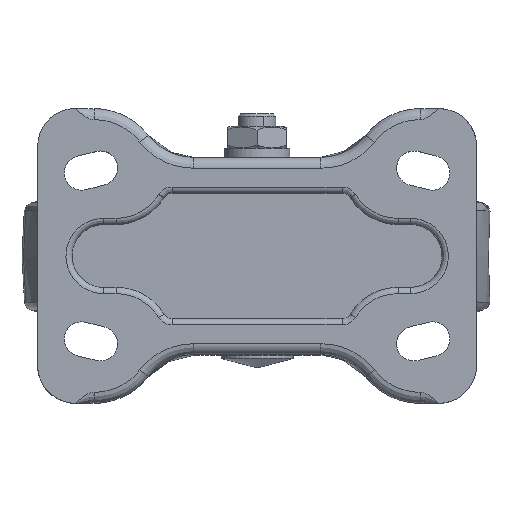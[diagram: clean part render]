
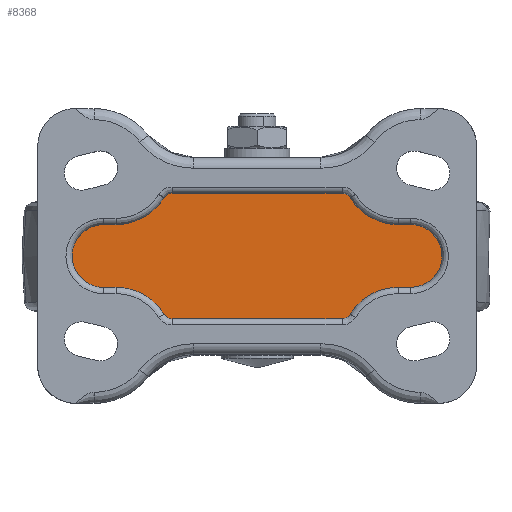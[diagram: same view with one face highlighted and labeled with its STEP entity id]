
A CAD part, top view. The second image highlights one B-rep face of the part: STEP entity #8368.
In plain terms, the highlighted free-form (B-spline) face has degree [1, 1] with [2, 2] control points.
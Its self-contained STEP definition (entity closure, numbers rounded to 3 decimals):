
#6451=CARTESIAN_POINT('',(-45.0,-10.0,113.0));
#6452=VERTEX_POINT('',#6451);
#6466=CARTESIAN_POINT('',(-49.0,-10.0,113.0));
#6467=VERTEX_POINT('',#6466);
#6468=CARTESIAN_POINT('',(-45.0,-10.0,113.0));
#6469=CARTESIAN_POINT('',(-49.0,-10.0,113.0));
#6470=QUASI_UNIFORM_CURVE('',1,(#6468,#6469),.UNSPECIFIED.,.F.,.U.);
#6471=EDGE_CURVE('',#6452,#6467,#6470,.T.);
#6519=CARTESIAN_POINT('',(-49.,10.,113.0));
#6520=VERTEX_POINT('',#6519);
#6554=CARTESIAN_POINT('',(-49.,10.,113.0));
#6555=CARTESIAN_POINT('',(-54.774,10.,113.0));
#6556=CARTESIAN_POINT('',(-57.66,5.,113.0));
#6557=CARTESIAN_POINT('',(-60.547,0.,113.0));
#6558=CARTESIAN_POINT('',(-57.66,-5.,113.0));
#6559=CARTESIAN_POINT('',(-54.774,-10.0,113.0));
#6560=CARTESIAN_POINT('',(-49.0,-10.0,113.0));
#6568=(BOUNDED_CURVE()B_SPLINE_CURVE(2,(#6554,#6555,#6556,#6557,#6558,#6559,#6560),.UNSPECIFIED.,.F.,.U.)B_SPLINE_CURVE_WITH_KNOTS((3,2,2,3),(0.0,0.333,0.667,1.0),.UNSPECIFIED.)CURVE()GEOMETRIC_REPRESENTATION_ITEM()RATIONAL_B_SPLINE_CURVE((1.0,0.866,1.0,0.866,1.0,0.866,1.0))REPRESENTATION_ITEM(''));
#6569=EDGE_CURVE('',#6520,#6467,#6568,.T.);
#6593=CARTESIAN_POINT('',(-29.667,-18.571,113.0));
#6594=VERTEX_POINT('',#6593);
#6608=CARTESIAN_POINT('',(-29.667,-18.571,113.0));
#6609=CARTESIAN_POINT('',(-34.938,-10.,113.0));
#6610=CARTESIAN_POINT('',(-45.0,-10.0,113.0));
#6618=(BOUNDED_CURVE()B_SPLINE_CURVE(2,(#6608,#6609,#6610),.UNSPECIFIED.,.F.,.U.)CURVE()GEOMETRIC_REPRESENTATION_ITEM()QUASI_UNIFORM_CURVE()RATIONAL_B_SPLINE_CURVE((1.0,0.873,1.0))REPRESENTATION_ITEM(''));
#6619=EDGE_CURVE('',#6594,#6452,#6618,.T.);
#6652=CARTESIAN_POINT('',(-45.0,10.0,113.0));
#6653=VERTEX_POINT('',#6652);
#6675=CARTESIAN_POINT('',(-49.,10.,113.0));
#6676=CARTESIAN_POINT('',(-45.0,10.0,113.0));
#6677=QUASI_UNIFORM_CURVE('',1,(#6675,#6676),.UNSPECIFIED.,.F.,.U.);
#6678=EDGE_CURVE('',#6520,#6653,#6677,.T.);
#6702=CARTESIAN_POINT('',(-27.111,-20.0,113.0));
#6703=VERTEX_POINT('',#6702);
#6717=CARTESIAN_POINT('',(-29.667,-18.571,113.0));
#6718=CARTESIAN_POINT('',(-28.789,-20.,113.0));
#6719=CARTESIAN_POINT('',(-27.111,-20.0,113.0));
#6727=(BOUNDED_CURVE()B_SPLINE_CURVE(2,(#6717,#6718,#6719),.UNSPECIFIED.,.F.,.U.)CURVE()GEOMETRIC_REPRESENTATION_ITEM()QUASI_UNIFORM_CURVE()RATIONAL_B_SPLINE_CURVE((1.0,0.873,1.0))REPRESENTATION_ITEM(''));
#6728=EDGE_CURVE('',#6594,#6703,#6727,.T.);
#6764=CARTESIAN_POINT('',(-29.667,18.571,113.0));
#6765=VERTEX_POINT('',#6764);
#6795=CARTESIAN_POINT('',(-45.0,10.0,113.0));
#6796=CARTESIAN_POINT('',(-34.938,10.,113.0));
#6797=CARTESIAN_POINT('',(-29.667,18.571,113.0));
#6805=(BOUNDED_CURVE()B_SPLINE_CURVE(2,(#6795,#6796,#6797),.UNSPECIFIED.,.F.,.U.)CURVE()GEOMETRIC_REPRESENTATION_ITEM()QUASI_UNIFORM_CURVE()RATIONAL_B_SPLINE_CURVE((1.0,0.873,1.0))REPRESENTATION_ITEM(''));
#6806=EDGE_CURVE('',#6653,#6765,#6805,.T.);
#6827=CARTESIAN_POINT('',(27.111,-20.0,113.0));
#6828=VERTEX_POINT('',#6827);
#6842=CARTESIAN_POINT('',(27.111,-20.0,113.0));
#6843=CARTESIAN_POINT('',(-27.111,-20.0,113.0));
#6844=QUASI_UNIFORM_CURVE('',1,(#6842,#6843),.UNSPECIFIED.,.F.,.U.);
#6845=EDGE_CURVE('',#6828,#6703,#6844,.T.);
#6873=CARTESIAN_POINT('',(-27.111,20.0,113.0));
#6874=VERTEX_POINT('',#6873);
#6904=CARTESIAN_POINT('',(-27.111,20.,113.0));
#6905=CARTESIAN_POINT('',(-28.789,20.,113.0));
#6906=CARTESIAN_POINT('',(-29.667,18.571,113.0));
#6914=(BOUNDED_CURVE()B_SPLINE_CURVE(2,(#6904,#6905,#6906),.UNSPECIFIED.,.F.,.U.)CURVE()GEOMETRIC_REPRESENTATION_ITEM()QUASI_UNIFORM_CURVE()RATIONAL_B_SPLINE_CURVE((1.0,0.873,1.0))REPRESENTATION_ITEM(''));
#6915=EDGE_CURVE('',#6874,#6765,#6914,.T.);
#6939=CARTESIAN_POINT('',(29.667,-18.571,113.0));
#6940=VERTEX_POINT('',#6939);
#6954=CARTESIAN_POINT('',(27.111,-20.0,113.0));
#6955=CARTESIAN_POINT('',(28.789,-20.,113.0));
#6956=CARTESIAN_POINT('',(29.667,-18.571,113.0));
#6964=(BOUNDED_CURVE()B_SPLINE_CURVE(2,(#6954,#6955,#6956),.UNSPECIFIED.,.F.,.U.)CURVE()GEOMETRIC_REPRESENTATION_ITEM()QUASI_UNIFORM_CURVE()RATIONAL_B_SPLINE_CURVE((1.0,0.873,1.0))REPRESENTATION_ITEM(''));
#6965=EDGE_CURVE('',#6828,#6940,#6964,.T.);
#6998=CARTESIAN_POINT('',(27.111,20.,113.0));
#6999=VERTEX_POINT('',#6998);
#7021=CARTESIAN_POINT('',(-27.111,20.0,113.0));
#7022=CARTESIAN_POINT('',(27.111,20.,113.0));
#7023=QUASI_UNIFORM_CURVE('',1,(#7021,#7022),.UNSPECIFIED.,.F.,.U.);
#7024=EDGE_CURVE('',#6874,#6999,#7023,.T.);
#7048=CARTESIAN_POINT('',(45.,-10.0,113.0));
#7049=VERTEX_POINT('',#7048);
#7063=CARTESIAN_POINT('',(45.,-10.0,113.0));
#7064=CARTESIAN_POINT('',(34.938,-10.,113.0));
#7065=CARTESIAN_POINT('',(29.667,-18.571,113.0));
#7073=(BOUNDED_CURVE()B_SPLINE_CURVE(2,(#7063,#7064,#7065),.UNSPECIFIED.,.F.,.U.)CURVE()GEOMETRIC_REPRESENTATION_ITEM()QUASI_UNIFORM_CURVE()RATIONAL_B_SPLINE_CURVE((1.0,0.873,1.0))REPRESENTATION_ITEM(''));
#7074=EDGE_CURVE('',#7049,#6940,#7073,.T.);
#7110=CARTESIAN_POINT('',(29.667,18.571,113.0));
#7111=VERTEX_POINT('',#7110);
#7143=CARTESIAN_POINT('',(29.667,18.571,113.0));
#7144=CARTESIAN_POINT('',(28.789,20.0,113.0));
#7145=CARTESIAN_POINT('',(27.111,20.0,113.0));
#7153=(BOUNDED_CURVE()B_SPLINE_CURVE(2,(#7143,#7144,#7145),.UNSPECIFIED.,.F.,.U.)CURVE()GEOMETRIC_REPRESENTATION_ITEM()QUASI_UNIFORM_CURVE()RATIONAL_B_SPLINE_CURVE((1.0,0.873,1.0))REPRESENTATION_ITEM(''));
#7154=EDGE_CURVE('',#7111,#6999,#7153,.T.);
#7175=CARTESIAN_POINT('',(49.,-10.,113.0));
#7176=VERTEX_POINT('',#7175);
#7190=CARTESIAN_POINT('',(49.,-10.,113.0));
#7191=CARTESIAN_POINT('',(45.,-10.0,113.0));
#7192=QUASI_UNIFORM_CURVE('',1,(#7190,#7191),.UNSPECIFIED.,.F.,.U.);
#7193=EDGE_CURVE('',#7176,#7049,#7192,.T.);
#7221=CARTESIAN_POINT('',(45.,10.0,113.0));
#7222=VERTEX_POINT('',#7221);
#7252=CARTESIAN_POINT('',(29.667,18.571,113.0));
#7253=CARTESIAN_POINT('',(34.938,10.,113.0));
#7254=CARTESIAN_POINT('',(45.,10.0,113.0));
#7262=(BOUNDED_CURVE()B_SPLINE_CURVE(2,(#7252,#7253,#7254),.UNSPECIFIED.,.F.,.U.)CURVE()GEOMETRIC_REPRESENTATION_ITEM()QUASI_UNIFORM_CURVE()RATIONAL_B_SPLINE_CURVE((1.0,0.873,1.0))REPRESENTATION_ITEM(''));
#7263=EDGE_CURVE('',#7111,#7222,#7262,.T.);
#7293=CARTESIAN_POINT('',(49.,10.0,113.0));
#7294=VERTEX_POINT('',#7293);
#7308=CARTESIAN_POINT('',(49.,-10.,113.0));
#7309=CARTESIAN_POINT('',(54.773,-10.,113.0));
#7310=CARTESIAN_POINT('',(57.66,-5.,113.0));
#7311=CARTESIAN_POINT('',(60.547,0.,113.0));
#7312=CARTESIAN_POINT('',(57.66,5.,113.0));
#7313=CARTESIAN_POINT('',(54.774,10.0,113.0));
#7314=CARTESIAN_POINT('',(49.,10.0,113.0));
#7322=(BOUNDED_CURVE()B_SPLINE_CURVE(2,(#7308,#7309,#7310,#7311,#7312,#7313,#7314),.UNSPECIFIED.,.F.,.U.)B_SPLINE_CURVE_WITH_KNOTS((3,2,2,3),(0.0,0.333,0.667,1.0),.UNSPECIFIED.)CURVE()GEOMETRIC_REPRESENTATION_ITEM()RATIONAL_B_SPLINE_CURVE((1.0,0.866,1.0,0.866,1.0,0.866,1.0))REPRESENTATION_ITEM(''));
#7323=EDGE_CURVE('',#7176,#7294,#7322,.T.);
#7361=CARTESIAN_POINT('',(45.,10.0,113.0));
#7362=CARTESIAN_POINT('',(49.,10.0,113.0));
#7363=QUASI_UNIFORM_CURVE('',1,(#7361,#7362),.UNSPECIFIED.,.F.,.U.);
#7364=EDGE_CURVE('',#7222,#7294,#7363,.T.);
#8345=CARTESIAN_POINT('',(-64.894,21.998,113.0));
#8346=CARTESIAN_POINT('',(64.894,21.998,113.0));
#8347=CARTESIAN_POINT('',(-64.894,-21.998,113.0));
#8348=CARTESIAN_POINT('',(64.894,-21.998,113.0));
#8349=B_SPLINE_SURFACE_WITH_KNOTS('',1,1,((#8345,#8347),(#8346,#8348)),.UNSPECIFIED.,.F.,.F.,.U.,(2,2),(2,2),(0.0,129.788),(0.0,43.996),.UNSPECIFIED.);
#8350=ORIENTED_EDGE('',*,*,#6806,.F.);
#8351=ORIENTED_EDGE('',*,*,#6678,.F.);
#8352=ORIENTED_EDGE('',*,*,#6569,.T.);
#8353=ORIENTED_EDGE('',*,*,#6471,.F.);
#8354=ORIENTED_EDGE('',*,*,#6619,.F.);
#8355=ORIENTED_EDGE('',*,*,#6728,.T.);
#8356=ORIENTED_EDGE('',*,*,#6845,.F.);
#8357=ORIENTED_EDGE('',*,*,#6965,.T.);
#8358=ORIENTED_EDGE('',*,*,#7074,.F.);
#8359=ORIENTED_EDGE('',*,*,#7193,.F.);
#8360=ORIENTED_EDGE('',*,*,#7323,.T.);
#8361=ORIENTED_EDGE('',*,*,#7364,.F.);
#8362=ORIENTED_EDGE('',*,*,#7263,.F.);
#8363=ORIENTED_EDGE('',*,*,#7154,.T.);
#8364=ORIENTED_EDGE('',*,*,#7024,.F.);
#8365=ORIENTED_EDGE('',*,*,#6915,.T.);
#8366=EDGE_LOOP('',(#8350,#8351,#8352,#8353,#8354,#8355,#8356,#8357,#8358,#8359,#8360,#8361,#8362,#8363,#8364,#8365));
#8367=FACE_OUTER_BOUND('',#8366,.T.);
#8368=ADVANCED_FACE('',(#8367),#8349,.F.);
